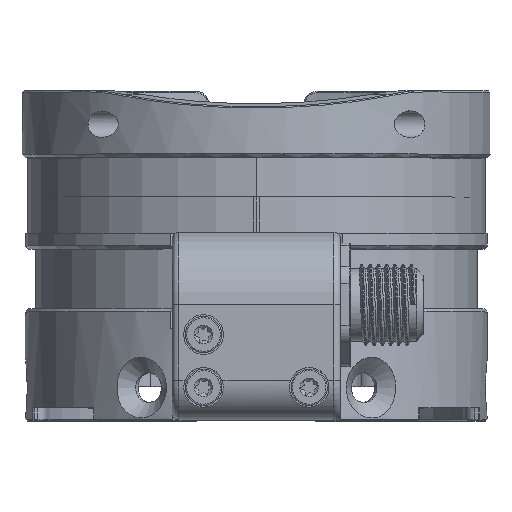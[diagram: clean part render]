
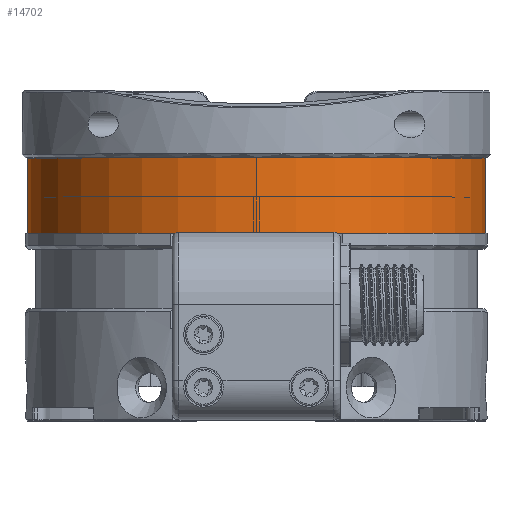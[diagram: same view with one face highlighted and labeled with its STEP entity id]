
A CAD part, top view. The second image highlights one B-rep face of the part: STEP entity #14702.
In plain terms, the highlighted cylindrical face has radius 34.683 mm (diameter 69.366 mm), a partial arc.
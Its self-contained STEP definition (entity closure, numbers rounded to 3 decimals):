
#464 = DIRECTION ( 'NONE',  ( 0., 1., 0. ) ) ;
#2365 = CARTESIAN_POINT ( 'NONE',  ( 0.025, 5.7, -34.683 ) ) ;
#2484 = VECTOR ( 'NONE', #9597, 1000. ) ;
#3295 = VERTEX_POINT ( 'NONE', #34687 ) ;
#4149 = VERTEX_POINT ( 'NONE', #43850 ) ;
#5470 = AXIS2_PLACEMENT_3D ( 'NONE', #11901, #464, #31448 ) ;
#5926 = VECTOR ( 'NONE', #29529, 1000. ) ;
#6266 = CIRCLE ( 'NONE', #5470, 34.683 ) ;
#6954 = DIRECTION ( 'NONE',  ( 1., 0., 0. ) ) ;
#8218 = DIRECTION ( 'NONE',  ( 0., 0., -1. ) ) ;
#8249 = VERTEX_POINT ( 'NONE', #33672 ) ;
#9597 = DIRECTION ( 'NONE',  ( 0., -1., 0. ) ) ;
#11901 = CARTESIAN_POINT ( 'NONE',  ( 0., 5.7, 0. ) ) ;
#13190 = AXIS2_PLACEMENT_3D ( 'NONE', #40521, #41703, #6954 ) ;
#13358 = CARTESIAN_POINT ( 'NONE',  ( 0.025, 5.7, -34.683 ) ) ;
#14702 = ADVANCED_FACE ( 'NONE', ( #42706 ), #27742, .T. ) ;
#14927 = ORIENTED_EDGE ( 'NONE', *, *, #23028, .T. ) ;
#15774 = EDGE_CURVE ( 'NONE', #8249, #50002, #6266, .T. ) ;
#17190 = ORIENTED_EDGE ( 'NONE', *, *, #21152, .T. ) ;
#21152 = EDGE_CURVE ( 'NONE', #8249, #4149, #28367, .T. ) ;
#21916 = LINE ( 'NONE', #2365, #5926 ) ;
#22891 = CIRCLE ( 'NONE', #13190, 34.683 ) ;
#23028 = EDGE_CURVE ( 'NONE', #4149, #3295, #22891, .T. ) ;
#24970 = AXIS2_PLACEMENT_3D ( 'NONE', #42958, #31065, #8218 ) ;
#27742 = CYLINDRICAL_SURFACE ( 'NONE', #24970, 34.683 ) ;
#28367 = LINE ( 'NONE', #43829, #2484 ) ;
#29529 = DIRECTION ( 'NONE',  ( 0., -1., 0. ) ) ;
#31065 = DIRECTION ( 'NONE',  ( 0., -1., 0. ) ) ;
#31448 = DIRECTION ( 'NONE',  ( 1., 0., 0. ) ) ;
#33672 = CARTESIAN_POINT ( 'NONE',  ( -0.025, 5.7, -34.683 ) ) ;
#34687 = CARTESIAN_POINT ( 'NONE',  ( 0.025, -5.7, -34.683 ) ) ;
#36484 = EDGE_CURVE ( 'NONE', #50002, #3295, #21916, .T. ) ;
#40521 = CARTESIAN_POINT ( 'NONE',  ( 0., -5.7, 0. ) ) ;
#41703 = DIRECTION ( 'NONE',  ( 0., 1., 0. ) ) ;
#42706 = FACE_OUTER_BOUND ( 'NONE', #45556, .T. ) ;
#42958 = CARTESIAN_POINT ( 'NONE',  ( 0., 5.7, 0. ) ) ;
#43678 = ORIENTED_EDGE ( 'NONE', *, *, #15774, .F. ) ;
#43829 = CARTESIAN_POINT ( 'NONE',  ( -0.025, 5.7, -34.683 ) ) ;
#43850 = CARTESIAN_POINT ( 'NONE',  ( -0.025, -5.7, -34.683 ) ) ;
#45528 = ORIENTED_EDGE ( 'NONE', *, *, #36484, .F. ) ;
#45556 = EDGE_LOOP ( 'NONE', ( #14927, #45528, #43678, #17190 ) ) ;
#50002 = VERTEX_POINT ( 'NONE', #13358 ) ;
